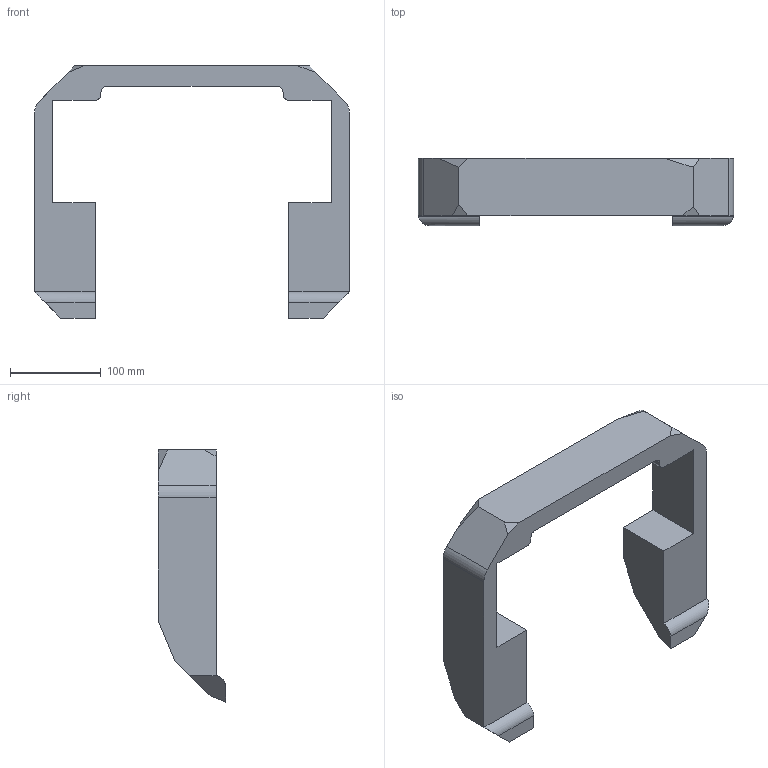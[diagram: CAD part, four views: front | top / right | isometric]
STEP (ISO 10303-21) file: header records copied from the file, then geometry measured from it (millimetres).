
FILE_DESCRIPTION (( 'STEP AP203' ), '1' );
FILE_NAME ('LD Underbite Armor.STEP', '2024-04-10T18:58:18', ( '' ), ( '' ), 'SwSTEP 2.0', 'SolidWorks 2022', '' );
FILE_SCHEMA (( 'CONFIG_CONTROL_DESIGN' ));
Length unit declared in the file: inch
Products named in the file (1): LD Underbite Armor
Bounding box: 347.3 x 73.95 x 277.76 mm (x, y, z)
Volume: 1598596.7 mm3; surface area: 164958.8 mm2
Topology: 1 solids, 1 shells, 42 faces, 118 edges, 78 vertices
Faces by surface type: plane 32, cylinder 10
Entity records: 1421 total; most frequent: CARTESIAN_POINT 251, ORIENTED_EDGE 236, DIRECTION 216, EDGE_CURVE 118, VECTOR 98, LINE 98, VERTEX_POINT 78, AXIS2_PLACEMENT_3D 59
